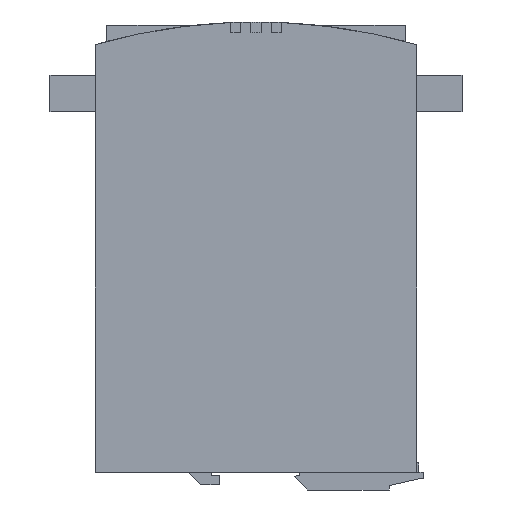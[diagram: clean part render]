
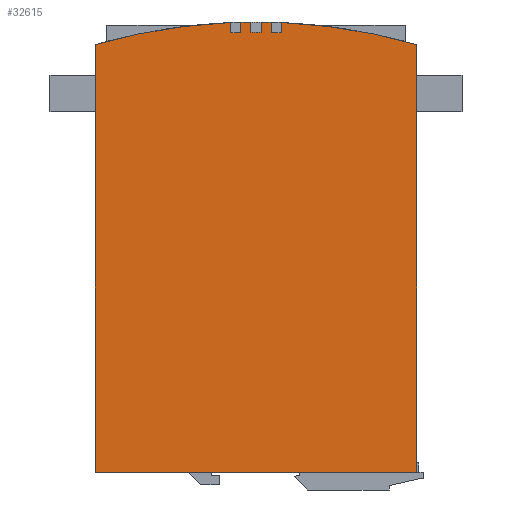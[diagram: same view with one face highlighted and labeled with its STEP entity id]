
A CAD part, left-side view. The second image highlights one B-rep face of the part: STEP entity #32615.
In plain terms, the highlighted planar face has unit normal (-1, 0, 0).
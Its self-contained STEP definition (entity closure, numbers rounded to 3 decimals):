
#68 = VECTOR ( 'NONE', #40947, 1000. ) ;
#86 = DIRECTION ( 'NONE',  ( 0., 0., 1. ) ) ;
#91 = ORIENTED_EDGE ( 'NONE', *, *, #31497, .F. ) ;
#254 = CARTESIAN_POINT ( 'NONE',  ( -28.5, -2., 15.991 ) ) ;
#360 = ORIENTED_EDGE ( 'NONE', *, *, #12046, .F. ) ;
#439 = DIRECTION ( 'NONE',  ( 0., 0., 1. ) ) ;
#466 = DIRECTION ( 'NONE',  ( 0., 0., -1. ) ) ;
#805 = CIRCLE ( 'NONE', #10076, 230. ) ;
#1402 = CARTESIAN_POINT ( 'NONE',  ( -28.5, 0., -210. ) ) ;
#2559 = DIRECTION ( 'NONE',  ( 0., 0., 1. ) ) ;
#3103 = CARTESIAN_POINT ( 'NONE',  ( -28.5, -10., 19.783 ) ) ;
#3144 = ORIENTED_EDGE ( 'NONE', *, *, #17856, .F. ) ;
#4107 = LINE ( 'NONE', #38771, #5346 ) ;
#4234 = CARTESIAN_POINT ( 'NONE',  ( -28.5, 0., -210. ) ) ;
#4729 = DIRECTION ( 'NONE',  ( 0., 0., -1. ) ) ;
#4833 = ORIENTED_EDGE ( 'NONE', *, *, #24874, .F. ) ;
#4858 = CARTESIAN_POINT ( 'NONE',  ( -28.5, 0., -210. ) ) ;
#5023 = CARTESIAN_POINT ( 'NONE',  ( -28.5, -6., 19.922 ) ) ;
#5346 = VECTOR ( 'NONE', #22591, 1000. ) ;
#5429 = DIRECTION ( 'NONE',  ( 1., 0., 0. ) ) ;
#7691 = CARTESIAN_POINT ( 'NONE',  ( -28.5, 0., 16. ) ) ;
#8567 = CARTESIAN_POINT ( 'NONE',  ( -28.5, 63.5, -158.15 ) ) ;
#9160 = EDGE_LOOP ( 'NONE', ( #91, #40469, #18812, #9298, #3144, #17321, #14565, #12037, #29317, #26709, #24087, #34557, #34530, #360, #4833, #38393, #35852 ) ) ;
#9204 = CARTESIAN_POINT ( 'NONE',  ( -28.5, 0., -210. ) ) ;
#9298 = ORIENTED_EDGE ( 'NONE', *, *, #37601, .F. ) ;
#9564 = VERTEX_POINT ( 'NONE', #3103 ) ;
#10076 = AXIS2_PLACEMENT_3D ( 'NONE', #4234, #12970, #26033 ) ;
#10134 = AXIS2_PLACEMENT_3D ( 'NONE', #15679, #31056, #28124 ) ;
#10522 = DIRECTION ( 'NONE',  ( 0., 0., 1. ) ) ;
#10637 = CARTESIAN_POINT ( 'NONE',  ( -28.5, 2., 15.991 ) ) ;
#11308 = AXIS2_PLACEMENT_3D ( 'NONE', #34793, #34590, #24826 ) ;
#12037 = ORIENTED_EDGE ( 'NONE', *, *, #37063, .F. ) ;
#12046 = EDGE_CURVE ( 'NONE', #32834, #19251, #28033, .T. ) ;
#12620 = CARTESIAN_POINT ( 'NONE',  ( -28.5, -2., 19.991 ) ) ;
#12954 = VERTEX_POINT ( 'NONE', #38149 ) ;
#12970 = DIRECTION ( 'NONE',  ( 1., 0., 0. ) ) ;
#13083 = VECTOR ( 'NONE', #23422, 1000. ) ;
#13421 = CARTESIAN_POINT ( 'NONE',  ( -28.5, -63.5, 11.061 ) ) ;
#13615 = VECTOR ( 'NONE', #10522, 1000. ) ;
#14333 = VECTOR ( 'NONE', #466, 1000. ) ;
#14565 = ORIENTED_EDGE ( 'NONE', *, *, #31257, .F. ) ;
#15618 = CARTESIAN_POINT ( 'NONE',  ( -28.5, 10., 15.779 ) ) ;
#15679 = CARTESIAN_POINT ( 'NONE',  ( -28.5, 0., -210. ) ) ;
#16091 = CARTESIAN_POINT ( 'NONE',  ( -28.5, 2., 19.991 ) ) ;
#16150 = CARTESIAN_POINT ( 'NONE',  ( -28.5, 6., 15.92 ) ) ;
#16251 = VECTOR ( 'NONE', #86, 1000. ) ;
#17321 = ORIENTED_EDGE ( 'NONE', *, *, #29774, .F. ) ;
#17585 = DIRECTION ( 'NONE',  ( 1., 0., 0. ) ) ;
#17761 = CIRCLE ( 'NONE', #25701, 226. ) ;
#17856 = EDGE_CURVE ( 'NONE', #20550, #29383, #28049, .T. ) ;
#17933 = PLANE ( 'NONE',  #21420 ) ;
#18087 = DIRECTION ( 'NONE',  ( 0., 0., 1. ) ) ;
#18146 = VERTEX_POINT ( 'NONE', #36964 ) ;
#18472 = EDGE_CURVE ( 'NONE', #29166, #36457, #20321, .T. ) ;
#18712 = DIRECTION ( 'NONE',  ( 0., 1., 0. ) ) ;
#18812 = ORIENTED_EDGE ( 'NONE', *, *, #32254, .F. ) ;
#18970 = EDGE_CURVE ( 'NONE', #19251, #18146, #22418, .T. ) ;
#19125 = EDGE_CURVE ( 'NONE', #36457, #30156, #17761, .T. ) ;
#19251 = VERTEX_POINT ( 'NONE', #7691 ) ;
#20220 = CARTESIAN_POINT ( 'NONE',  ( -28.5, 6., 19.922 ) ) ;
#20321 = LINE ( 'NONE', #39407, #13083 ) ;
#20550 = VERTEX_POINT ( 'NONE', #30927 ) ;
#21058 = FACE_OUTER_BOUND ( 'NONE', #9160, .T. ) ;
#21249 = DIRECTION ( 'NONE',  ( 1., 0., 0. ) ) ;
#21260 = AXIS2_PLACEMENT_3D ( 'NONE', #1402, #17585, #4729 ) ;
#21395 = CIRCLE ( 'NONE', #10134, 230. ) ;
#21420 = AXIS2_PLACEMENT_3D ( 'NONE', #4858, #23766, #37039 ) ;
#22087 = CARTESIAN_POINT ( 'NONE',  ( -28.5, 6., 15.92 ) ) ;
#22418 = CIRCLE ( 'NONE', #38987, 226. ) ;
#22591 = DIRECTION ( 'NONE',  ( 0., 0., -1. ) ) ;
#22728 = VERTEX_POINT ( 'NONE', #30714 ) ;
#23422 = DIRECTION ( 'NONE',  ( 0., 0., -1. ) ) ;
#23766 = DIRECTION ( 'NONE',  ( 1., 0., 0. ) ) ;
#24087 = ORIENTED_EDGE ( 'NONE', *, *, #34535, .F. ) ;
#24336 = VECTOR ( 'NONE', #18712, 1000. ) ;
#24572 = CIRCLE ( 'NONE', #21260, 230. ) ;
#24743 = LINE ( 'NONE', #15618, #68 ) ;
#24826 = DIRECTION ( 'NONE',  ( 0., 0., -1. ) ) ;
#24874 = EDGE_CURVE ( 'NONE', #32384, #32834, #26189, .T. ) ;
#25610 = VECTOR ( 'NONE', #32014, 1000. ) ;
#25701 = AXIS2_PLACEMENT_3D ( 'NONE', #31991, #28871, #439 ) ;
#26033 = DIRECTION ( 'NONE',  ( 0., 0., -1. ) ) ;
#26189 = LINE ( 'NONE', #39079, #14333 ) ;
#26193 = LINE ( 'NONE', #254, #36630 ) ;
#26290 = CARTESIAN_POINT ( 'NONE',  ( -28.5, -10., 15.779 ) ) ;
#26709 = ORIENTED_EDGE ( 'NONE', *, *, #18472, .F. ) ;
#26839 = VERTEX_POINT ( 'NONE', #38137 ) ;
#27131 = CARTESIAN_POINT ( 'NONE',  ( -28.5, 0., -210. ) ) ;
#27319 = DIRECTION ( 'NONE',  ( 0., 0., 1. ) ) ;
#28033 = CIRCLE ( 'NONE', #39310, 226. ) ;
#28049 = LINE ( 'NONE', #8567, #24336 ) ;
#28124 = DIRECTION ( 'NONE',  ( 0., 0., -1. ) ) ;
#28674 = VERTEX_POINT ( 'NONE', #12620 ) ;
#28684 = CARTESIAN_POINT ( 'NONE',  ( -28.5, 63.5, -158.15 ) ) ;
#28859 = CARTESIAN_POINT ( 'NONE',  ( -28.5, 63.5, -158.15 ) ) ;
#28871 = DIRECTION ( 'NONE',  ( 1., 0., 0. ) ) ;
#29166 = VERTEX_POINT ( 'NONE', #5023 ) ;
#29317 = ORIENTED_EDGE ( 'NONE', *, *, #19125, .F. ) ;
#29383 = VERTEX_POINT ( 'NONE', #28859 ) ;
#29389 = LINE ( 'NONE', #26290, #13615 ) ;
#29759 = VERTEX_POINT ( 'NONE', #16150 ) ;
#29774 = EDGE_CURVE ( 'NONE', #36827, #20550, #4107, .T. ) ;
#29932 = EDGE_CURVE ( 'NONE', #31386, #32384, #24572, .T. ) ;
#30156 = VERTEX_POINT ( 'NONE', #35005 ) ;
#30287 = EDGE_CURVE ( 'NONE', #26839, #12954, #24743, .T. ) ;
#30714 = CARTESIAN_POINT ( 'NONE',  ( -28.5, 63.5, 11.061 ) ) ;
#30927 = CARTESIAN_POINT ( 'NONE',  ( -28.5, -63.5, -158.15 ) ) ;
#31056 = DIRECTION ( 'NONE',  ( 1., 0., 0. ) ) ;
#31257 = EDGE_CURVE ( 'NONE', #9564, #36827, #805, .T. ) ;
#31386 = VERTEX_POINT ( 'NONE', #20220 ) ;
#31497 = EDGE_CURVE ( 'NONE', #12954, #29759, #33961, .T. ) ;
#31673 = EDGE_CURVE ( 'NONE', #18146, #28674, #26193, .T. ) ;
#31823 = LINE ( 'NONE', #28684, #25610 ) ;
#31991 = CARTESIAN_POINT ( 'NONE',  ( -28.5, 0., -210. ) ) ;
#32014 = DIRECTION ( 'NONE',  ( 0., 0., 1. ) ) ;
#32254 = EDGE_CURVE ( 'NONE', #22728, #26839, #21395, .T. ) ;
#32384 = VERTEX_POINT ( 'NONE', #16091 ) ;
#32615 = ADVANCED_FACE ( 'NONE', ( #21058 ), #17933, .F. ) ;
#32834 = VERTEX_POINT ( 'NONE', #10637 ) ;
#33190 = CIRCLE ( 'NONE', #11308, 230. ) ;
#33961 = CIRCLE ( 'NONE', #37274, 226. ) ;
#34530 = ORIENTED_EDGE ( 'NONE', *, *, #18970, .F. ) ;
#34535 = EDGE_CURVE ( 'NONE', #28674, #29166, #33190, .T. ) ;
#34552 = LINE ( 'NONE', #22087, #16251 ) ;
#34557 = ORIENTED_EDGE ( 'NONE', *, *, #31673, .F. ) ;
#34590 = DIRECTION ( 'NONE',  ( 1., 0., 0. ) ) ;
#34793 = CARTESIAN_POINT ( 'NONE',  ( -28.5, 0., -210. ) ) ;
#35005 = CARTESIAN_POINT ( 'NONE',  ( -28.5, -10., 15.779 ) ) ;
#35852 = ORIENTED_EDGE ( 'NONE', *, *, #36124, .F. ) ;
#36124 = EDGE_CURVE ( 'NONE', #29759, #31386, #34552, .T. ) ;
#36457 = VERTEX_POINT ( 'NONE', #37826 ) ;
#36630 = VECTOR ( 'NONE', #38871, 1000. ) ;
#36827 = VERTEX_POINT ( 'NONE', #13421 ) ;
#36964 = CARTESIAN_POINT ( 'NONE',  ( -28.5, -2., 15.991 ) ) ;
#37039 = DIRECTION ( 'NONE',  ( 0., 0., -1. ) ) ;
#37063 = EDGE_CURVE ( 'NONE', #30156, #9564, #29389, .T. ) ;
#37274 = AXIS2_PLACEMENT_3D ( 'NONE', #9204, #21249, #2559 ) ;
#37601 = EDGE_CURVE ( 'NONE', #29383, #22728, #31823, .T. ) ;
#37826 = CARTESIAN_POINT ( 'NONE',  ( -28.5, -6., 15.92 ) ) ;
#38137 = CARTESIAN_POINT ( 'NONE',  ( -28.5, 10., 19.783 ) ) ;
#38149 = CARTESIAN_POINT ( 'NONE',  ( -28.5, 10., 15.779 ) ) ;
#38393 = ORIENTED_EDGE ( 'NONE', *, *, #29932, .F. ) ;
#38771 = CARTESIAN_POINT ( 'NONE',  ( -28.5, -63.5, -158.15 ) ) ;
#38871 = DIRECTION ( 'NONE',  ( 0., 0., 1. ) ) ;
#38987 = AXIS2_PLACEMENT_3D ( 'NONE', #40320, #5429, #18087 ) ;
#39079 = CARTESIAN_POINT ( 'NONE',  ( -28.5, 2., 15.991 ) ) ;
#39310 = AXIS2_PLACEMENT_3D ( 'NONE', #27131, #39792, #27319 ) ;
#39407 = CARTESIAN_POINT ( 'NONE',  ( -28.5, -6., 15.92 ) ) ;
#39792 = DIRECTION ( 'NONE',  ( 1., 0., 0. ) ) ;
#40320 = CARTESIAN_POINT ( 'NONE',  ( -28.5, 0., -210. ) ) ;
#40469 = ORIENTED_EDGE ( 'NONE', *, *, #30287, .F. ) ;
#40947 = DIRECTION ( 'NONE',  ( 0., 0., -1. ) ) ;
